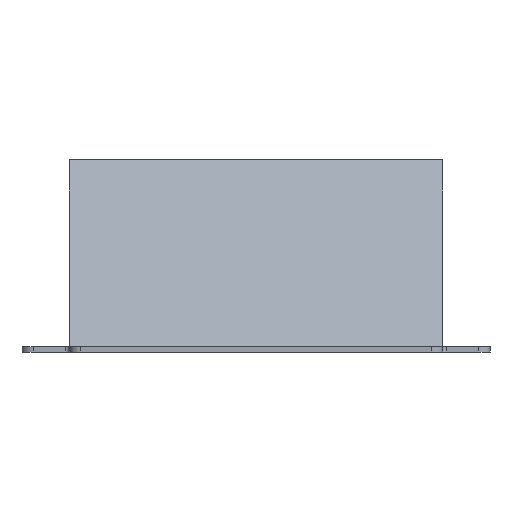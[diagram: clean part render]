
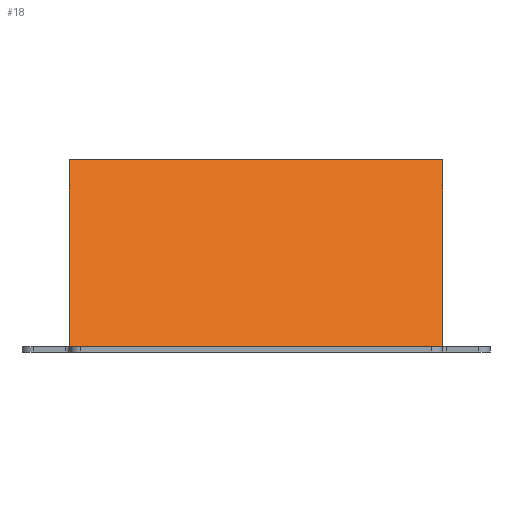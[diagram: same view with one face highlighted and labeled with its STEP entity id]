
A CAD part, left-side view. The second image highlights one B-rep face of the part: STEP entity #18.
In plain terms, the highlighted planar face has unit normal (-0.707, 0, 0.707).
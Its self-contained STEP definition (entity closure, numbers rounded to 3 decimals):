
#18=ADVANCED_FACE('',(#56),#614,.T.);
#56=FACE_OUTER_BOUND('',#94,.T.);
#94=EDGE_LOOP('',(#137,#138,#139,#140));
#137=ORIENTED_EDGE('',*,*,#333,.T.);
#138=ORIENTED_EDGE('',*,*,#334,.T.);
#139=ORIENTED_EDGE('',*,*,#335,.F.);
#140=ORIENTED_EDGE('',*,*,#330,.F.);
#330=EDGE_CURVE('',#526,#527,#500,.T.);
#333=EDGE_CURVE('',#526,#529,#503,.T.);
#334=EDGE_CURVE('',#529,#530,#504,.T.);
#335=EDGE_CURVE('',#527,#530,#505,.T.);
#500=B_SPLINE_CURVE_WITH_KNOTS('',1,(#905,#906),.UNSPECIFIED.,.F.,.F.,(2,
2),(0.,100.),.UNSPECIFIED.);
#503=B_SPLINE_CURVE_WITH_KNOTS('',1,(#911,#912),.UNSPECIFIED.,.F.,.F.,(2,
2),(-83.626,-12.915),.UNSPECIFIED.);
#504=B_SPLINE_CURVE_WITH_KNOTS('',1,(#913,#914),.UNSPECIFIED.,.F.,.F.,(2,
2),(0.,100.),.UNSPECIFIED.);
#505=B_SPLINE_CURVE_WITH_KNOTS('',1,(#915,#916),.UNSPECIFIED.,.F.,.F.,(2,
2),(-83.626,-12.915),.UNSPECIFIED.);
#526=VERTEX_POINT('',#840);
#527=VERTEX_POINT('',#841);
#529=VERTEX_POINT('',#843);
#530=VERTEX_POINT('',#844);
#614=PLANE('',#648);
#648=AXIS2_PLACEMENT_3D('',#682,#665,$);
#665=DIRECTION('',(-0.707,0.,0.707));
#682=CARTESIAN_POINT('',(35.585,85.585,51.5));
#840=CARTESIAN_POINT('',(35.585,85.585,51.5));
#841=CARTESIAN_POINT('',(35.585,-14.415,51.5));
#843=CARTESIAN_POINT('',(-14.415,85.585,1.5));
#844=CARTESIAN_POINT('',(-14.415,-14.415,1.5));
#905=CARTESIAN_POINT('',(35.585,85.585,51.5));
#906=CARTESIAN_POINT('',(35.585,-14.415,51.5));
#911=CARTESIAN_POINT('',(35.585,85.585,51.5));
#912=CARTESIAN_POINT('',(-14.415,85.585,1.5));
#913=CARTESIAN_POINT('',(-14.415,85.585,1.5));
#914=CARTESIAN_POINT('',(-14.415,-14.415,1.5));
#915=CARTESIAN_POINT('',(35.585,-14.415,51.5));
#916=CARTESIAN_POINT('',(-14.415,-14.415,1.5));
